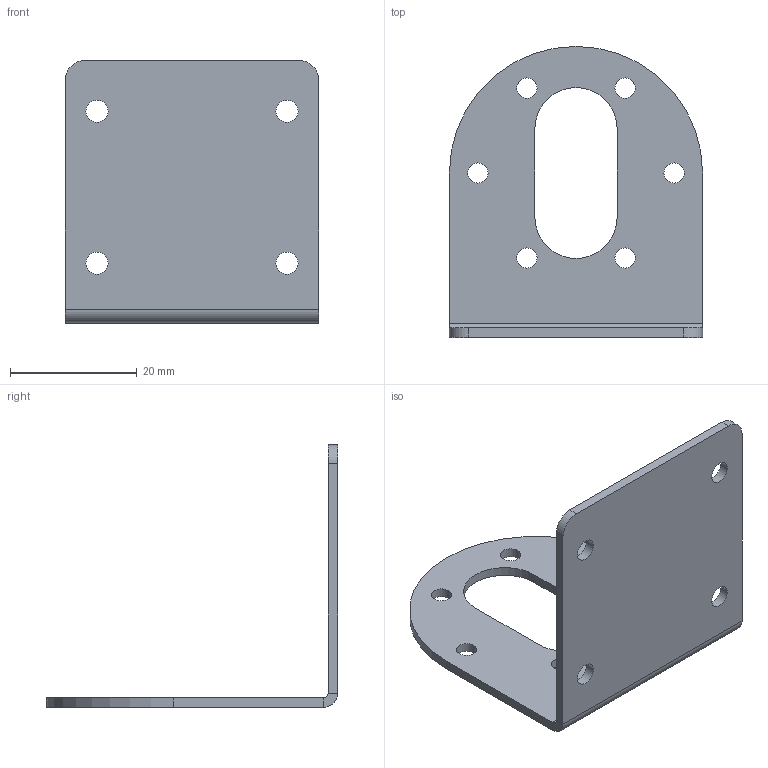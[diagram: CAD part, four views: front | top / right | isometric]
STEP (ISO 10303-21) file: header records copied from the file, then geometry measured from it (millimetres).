
FILE_DESCRIPTION(/* description */ (''),/* implementation_level */ '2;1');
FILE_NAME(/* name */ '37减速电机支座 v1.step',/* time_stamp */ '2022-10-01T11:06:40+08:00',/* author */ (''),/* organization */ (''),/* preprocessor_version */ 'ST-DEVELOPER v19',/* originating_system */ 'Autodesk Translation Framework v11.7.0.108',/* authorisation */ '');
FILE_SCHEMA (('AUTOMOTIVE_DESIGN { 1 0 10303 214 3 1 1 }'));
Length unit declared in the file: millimetre
Products named in the file (1): 37减速电机支座
Bounding box: 40 x 46 x 41.5 mm (x, y, z)
Volume: 4256.2 mm3; surface area: 6281.1 mm2
Topology: 1 solids, 1 shells, 30 faces, 76 edges, 48 vertices
Faces by surface type: cylinder 17, plane 13
Full cylindrical faces by diameter (mm): 3.2 x6, 3.5 x4
Entity records: 987 total; most frequent: DIRECTION 172, CARTESIAN_POINT 155, ORIENTED_EDGE 152, EDGE_CURVE 76, AXIS2_PLACEMENT_3D 65, EDGE_LOOP 52, VERTEX_POINT 48, LINE 42
